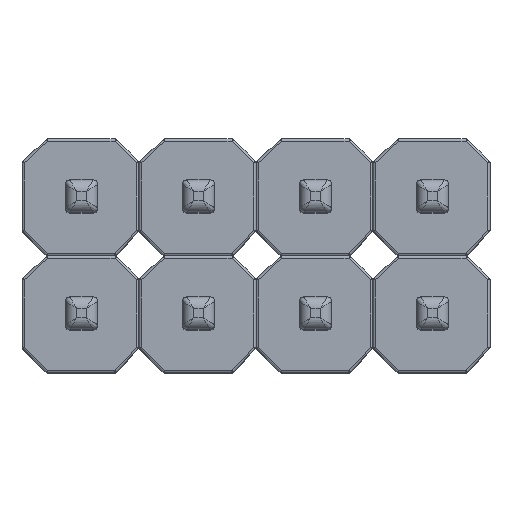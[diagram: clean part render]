
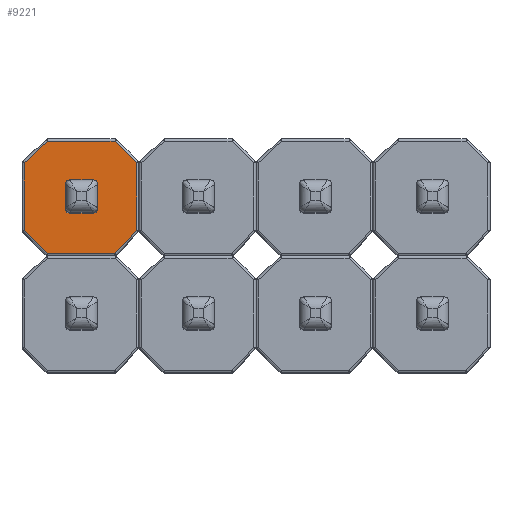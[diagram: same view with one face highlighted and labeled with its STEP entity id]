
A CAD part, top view. The second image highlights one B-rep face of the part: STEP entity #9221.
In plain terms, the highlighted planar face has unit normal (0, 0, 1).
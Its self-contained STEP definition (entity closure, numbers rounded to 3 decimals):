
#230=FACE_BOUND('',#3159,.T.);
#253=PLANE('',#9990);
#725=LINE('',#14496,#1429);
#727=LINE('',#14499,#1431);
#735=LINE('',#14511,#1439);
#737=LINE('',#14514,#1441);
#741=LINE('',#14520,#1445);
#743=LINE('',#14523,#1447);
#751=LINE('',#14535,#1455);
#753=LINE('',#14538,#1457);
#761=LINE('',#14570,#1465);
#762=LINE('',#14574,#1466);
#763=LINE('',#14578,#1467);
#764=LINE('',#14582,#1468);
#1429=VECTOR('',#11310,10.);
#1431=VECTOR('',#11314,10.);
#1439=VECTOR('',#11330,10.);
#1441=VECTOR('',#11334,10.);
#1445=VECTOR('',#11342,10.);
#1447=VECTOR('',#11346,10.);
#1455=VECTOR('',#11362,10.);
#1457=VECTOR('',#11366,10.);
#1465=VECTOR('',#11402,10.);
#1466=VECTOR('',#11405,10.);
#1467=VECTOR('',#11408,10.);
#1468=VECTOR('',#11411,10.);
#2485=FACE_OUTER_BOUND('',#3158,.T.);
#3158=EDGE_LOOP('',(#6545,#6546,#6547,#6548,#6549,#6550,#6551,#6552));
#3159=EDGE_LOOP('',(#6553,#6554,#6555,#6556,#6557,#6558,#6559,#6560));
#3849=CIRCLE('',#9991,0.1);
#3850=CIRCLE('',#9992,0.1);
#3851=CIRCLE('',#9993,0.1);
#3852=CIRCLE('',#9994,0.1);
#4310=VERTEX_POINT('',#14361);
#4316=VERTEX_POINT('',#14375);
#4319=VERTEX_POINT('',#14382);
#4328=VERTEX_POINT('',#14406);
#4331=VERTEX_POINT('',#14413);
#4340=VERTEX_POINT('',#14443);
#4343=VERTEX_POINT('',#14450);
#4352=VERTEX_POINT('',#14474);
#4365=VERTEX_POINT('',#14568);
#4366=VERTEX_POINT('',#14569);
#4367=VERTEX_POINT('',#14571);
#4368=VERTEX_POINT('',#14573);
#4369=VERTEX_POINT('',#14575);
#4370=VERTEX_POINT('',#14577);
#4371=VERTEX_POINT('',#14579);
#4372=VERTEX_POINT('',#14581);
#5077=EDGE_CURVE('',#4343,#4352,#725,.T.);
#5079=EDGE_CURVE('',#4352,#4340,#727,.T.);
#5087=EDGE_CURVE('',#4331,#4343,#735,.T.);
#5089=EDGE_CURVE('',#4340,#4328,#737,.T.);
#5093=EDGE_CURVE('',#4319,#4331,#741,.T.);
#5095=EDGE_CURVE('',#4328,#4316,#743,.T.);
#5103=EDGE_CURVE('',#4310,#4319,#751,.T.);
#5105=EDGE_CURVE('',#4316,#4310,#753,.T.);
#5117=EDGE_CURVE('',#4365,#4366,#761,.T.);
#5118=EDGE_CURVE('',#4367,#4366,#3849,.F.);
#5119=EDGE_CURVE('',#4367,#4368,#762,.T.);
#5120=EDGE_CURVE('',#4369,#4368,#3850,.F.);
#5121=EDGE_CURVE('',#4369,#4370,#763,.T.);
#5122=EDGE_CURVE('',#4371,#4370,#3851,.F.);
#5123=EDGE_CURVE('',#4371,#4372,#764,.T.);
#5124=EDGE_CURVE('',#4365,#4372,#3852,.F.);
#6545=ORIENTED_EDGE('',*,*,#5077,.F.);
#6546=ORIENTED_EDGE('',*,*,#5087,.F.);
#6547=ORIENTED_EDGE('',*,*,#5093,.F.);
#6548=ORIENTED_EDGE('',*,*,#5103,.F.);
#6549=ORIENTED_EDGE('',*,*,#5105,.F.);
#6550=ORIENTED_EDGE('',*,*,#5095,.F.);
#6551=ORIENTED_EDGE('',*,*,#5089,.F.);
#6552=ORIENTED_EDGE('',*,*,#5079,.F.);
#6553=ORIENTED_EDGE('',*,*,#5117,.T.);
#6554=ORIENTED_EDGE('',*,*,#5118,.F.);
#6555=ORIENTED_EDGE('',*,*,#5119,.T.);
#6556=ORIENTED_EDGE('',*,*,#5120,.F.);
#6557=ORIENTED_EDGE('',*,*,#5121,.T.);
#6558=ORIENTED_EDGE('',*,*,#5122,.F.);
#6559=ORIENTED_EDGE('',*,*,#5123,.T.);
#6560=ORIENTED_EDGE('',*,*,#5124,.F.);
#9221=ADVANCED_FACE('',(#2485,#230),#253,.T.);
#9990=AXIS2_PLACEMENT_3D('',#14567,#11400,#11401);
#9991=AXIS2_PLACEMENT_3D('',#14572,#11403,#11404);
#9992=AXIS2_PLACEMENT_3D('',#14576,#11406,#11407);
#9993=AXIS2_PLACEMENT_3D('',#14580,#11409,#11410);
#9994=AXIS2_PLACEMENT_3D('',#14583,#11412,#11413);
#11310=DIRECTION('',(0.,-1.,0.));
#11314=DIRECTION('',(-0.681,-0.733,0.));
#11330=DIRECTION('',(0.707,-0.707,0.));
#11334=DIRECTION('',(-1.,0.,0.));
#11342=DIRECTION('',(1.,0.,0.));
#11346=DIRECTION('',(-0.706,0.708,0.));
#11362=DIRECTION('',(0.734,0.679,0.));
#11366=DIRECTION('',(0.,1.,0.));
#11400=DIRECTION('center_axis',(0.,0.,1.));
#11401=DIRECTION('ref_axis',(1.,0.,0.));
#11402=DIRECTION('',(-1.,0.,0.));
#11403=DIRECTION('center_axis',(0.,0.,-1.));
#11404=DIRECTION('ref_axis',(-0.707,-0.707,0.));
#11405=DIRECTION('',(0.,1.,0.));
#11406=DIRECTION('center_axis',(0.,0.,-1.));
#11407=DIRECTION('ref_axis',(-0.707,0.707,0.));
#11408=DIRECTION('',(1.,0.,0.));
#11409=DIRECTION('center_axis',(0.,0.,-1.));
#11410=DIRECTION('ref_axis',(0.707,0.707,0.));
#11411=DIRECTION('',(0.,-1.,0.));
#11412=DIRECTION('center_axis',(0.,0.,-1.));
#11413=DIRECTION('ref_axis',(0.707,-0.707,0.));
#14361=CARTESIAN_POINT('',(-2.49,2.018,2.54));
#14375=CARTESIAN_POINT('',(-2.49,0.558,2.54));
#14382=CARTESIAN_POINT('',(-1.98,2.49,2.54));
#14406=CARTESIAN_POINT('',(-1.984,0.05,2.54));
#14413=CARTESIAN_POINT('',(-0.521,2.49,2.54));
#14443=CARTESIAN_POINT('',(-0.524,0.05,2.54));
#14450=CARTESIAN_POINT('',(-0.05,2.019,2.54));
#14474=CARTESIAN_POINT('',(-0.05,0.56,2.54));
#14496=CARTESIAN_POINT('',(-0.05,0.905,2.54));
#14499=CARTESIAN_POINT('',(-0.4,0.183,2.54));
#14511=CARTESIAN_POINT('',(-0.16,2.13,2.54));
#14514=CARTESIAN_POINT('',(-1.637,0.05,2.54));
#14520=CARTESIAN_POINT('',(-0.885,2.49,2.54));
#14523=CARTESIAN_POINT('',(-2.371,0.439,2.54));
#14535=CARTESIAN_POINT('',(-2.086,2.392,2.54));
#14538=CARTESIAN_POINT('',(-2.49,1.655,2.54));
#14567=CARTESIAN_POINT('Origin',(-1.27,1.27,2.54));
#14568=CARTESIAN_POINT('',(-0.995,0.926,2.54));
#14569=CARTESIAN_POINT('',(-1.502,0.926,2.54));
#14570=CARTESIAN_POINT('',(-1.436,0.926,2.54));
#14571=CARTESIAN_POINT('',(-1.602,1.026,2.54));
#14572=CARTESIAN_POINT('Origin',(-1.502,1.026,2.54));
#14573=CARTESIAN_POINT('',(-1.602,1.533,2.54));
#14574=CARTESIAN_POINT('',(-1.602,1.451,2.54));
#14575=CARTESIAN_POINT('',(-1.502,1.633,2.54));
#14576=CARTESIAN_POINT('Origin',(-1.502,1.533,2.54));
#14577=CARTESIAN_POINT('',(-0.995,1.633,2.54));
#14578=CARTESIAN_POINT('',(-1.082,1.633,2.54));
#14579=CARTESIAN_POINT('',(-0.895,1.533,2.54));
#14580=CARTESIAN_POINT('Origin',(-0.995,1.533,2.54));
#14581=CARTESIAN_POINT('',(-0.895,1.026,2.54));
#14582=CARTESIAN_POINT('',(-0.895,1.098,2.54));
#14583=CARTESIAN_POINT('Origin',(-0.995,1.026,2.54));
